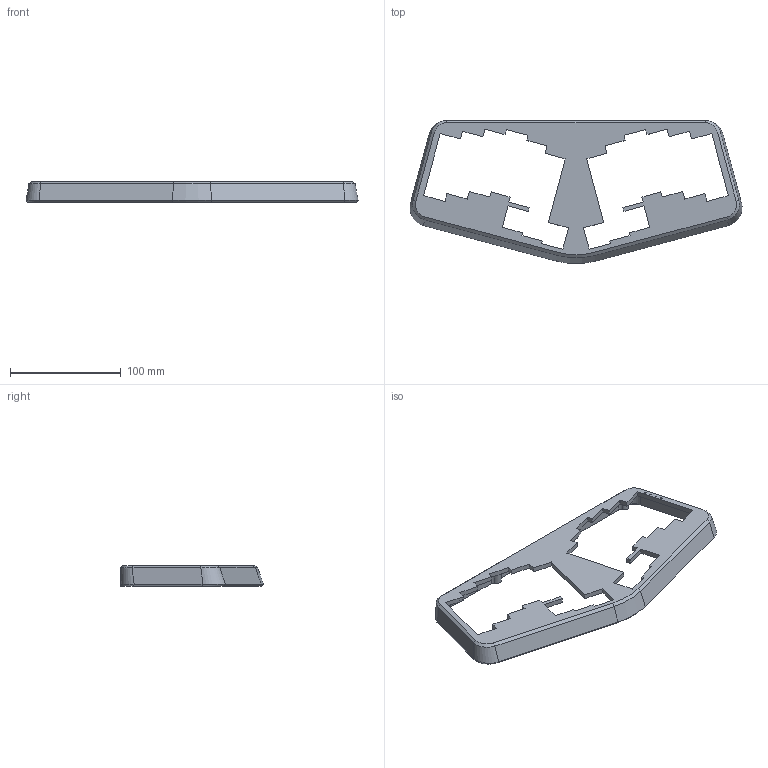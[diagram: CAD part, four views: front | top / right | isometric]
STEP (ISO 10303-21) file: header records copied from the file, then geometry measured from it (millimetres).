
FILE_DESCRIPTION(('FreeCAD Model'),'2;1');
FILE_NAME('Open CASCADE Shape Model','2025-12-02T02:56:12',(''),(''), 'Open CASCADE STEP processor 7.8','FreeCAD','Unknown');
FILE_SCHEMA(('AUTOMOTIVE_DESIGN { 1 0 10303 214 1 1 1 1 }'));
Length unit declared in the file: millimetre
Products named in the file (1): top
Bounding box: 299.88 x 129.06 x 18.6 mm (x, y, z)
Volume: 99508.4 mm3; surface area: 60869.9 mm2
Topology: 1 solids, 1 shells, 475 faces, 1321 edges, 868 vertices
Faces by surface type: plane 292, cylinder 141, bspline 42
Full cylindrical faces by diameter (mm): 1.6 x4, 3 x13
Entity records: 15447 total; most frequent: CARTESIAN_POINT 3147, ORIENTED_EDGE 2642, DIRECTION 2455, EDGE_CURVE 1321, LINE 963, VECTOR 963, VERTEX_POINT 868, AXIS2_PLACEMENT_3D 746
